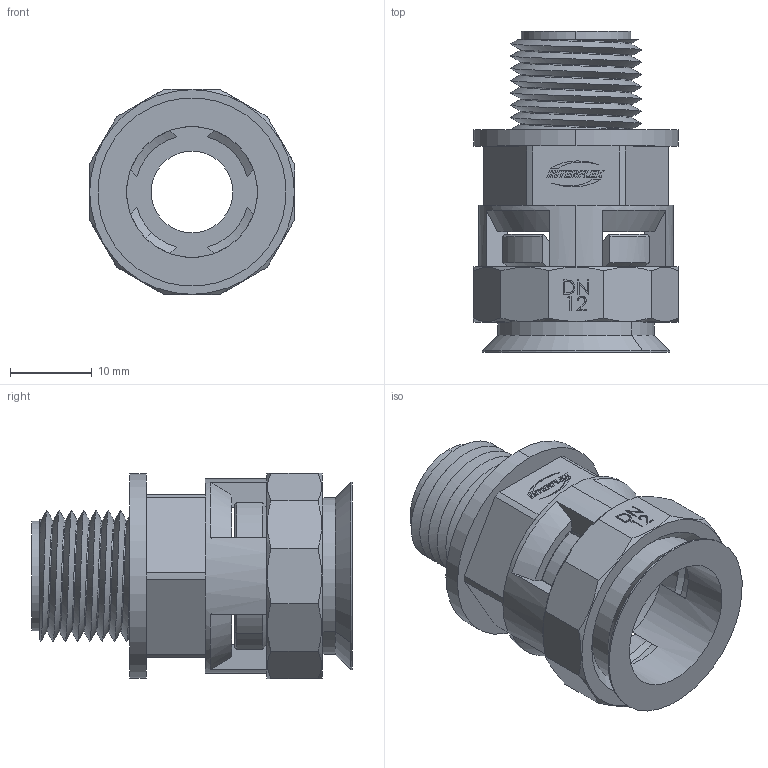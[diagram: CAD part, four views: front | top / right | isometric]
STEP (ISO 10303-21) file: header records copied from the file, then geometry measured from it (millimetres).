
FILE_DESCRIPTION (( 'STEP AP203' ), '1' );
FILE_NAME ('I3040_0001_03_0_MIR-12M16-.STEP', '2010-07-16T06:24:59', ( 'Llorenç' ), ( '' ), 'SwSTEP 2.0', 'SolidWorks 2007', '' );
FILE_SCHEMA (( 'CONFIG_CONTROL_DESIGN' ));
Length unit declared in the file: millimetre
Products named in the file (3): I3041_0001_00_0_MIR-12M16; I3041_0000_00_0_Corona per DN12; I3040_0001_03_0_MIR-12M16-
Assembly tree (2 placements, depth 2):
  I3040_0001_03_0_MIR-12M16-
    I3041_0000_00_0_Corona per DN12
    I3041_0001_00_0_MIR-12M16
Bounding box: 25.11 x 39.2 x 25.11 mm (x, y, z)
Volume: 7264.1 mm3; surface area: 7064.3 mm2
Topology: 3 solids, 3 shells, 293 faces, 788 edges, 513 vertices
Faces by surface type: plane 185, cylinder 48, cone 38, bspline 22
Entity records: 12736 total; most frequent: CARTESIAN_POINT 5233, ORIENTED_EDGE 1576, DIRECTION 1372, EDGE_CURVE 788, VECTOR 526, LINE 526, VERTEX_POINT 513, AXIS2_PLACEMENT_3D 423
